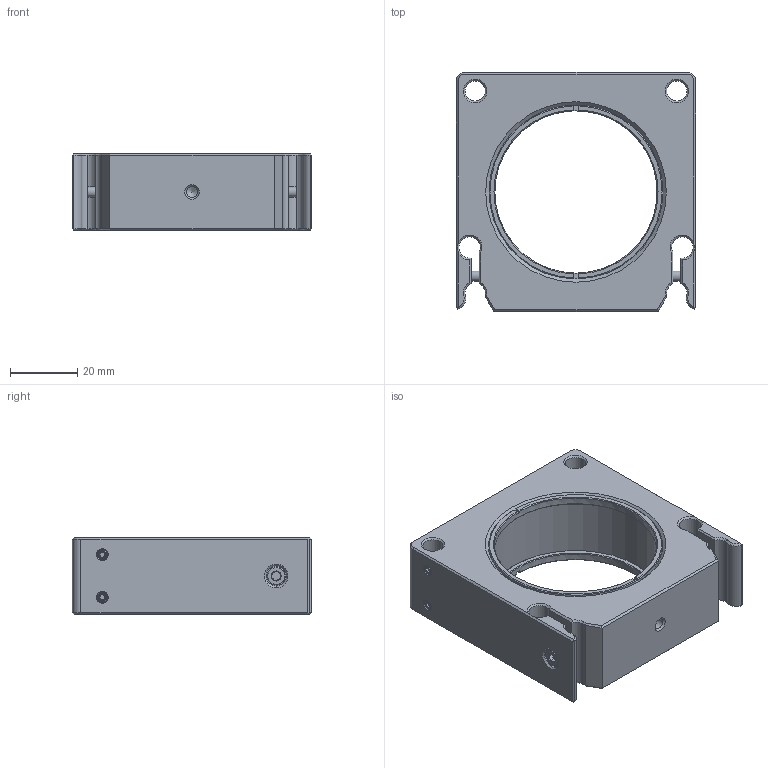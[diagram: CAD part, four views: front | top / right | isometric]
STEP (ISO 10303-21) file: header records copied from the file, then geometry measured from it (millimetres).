
FILE_DESCRIPTION (( 'STEP AP203' ), '1' );
FILE_NAME ('530128.STEP', '2025-04-27T08:18:17', ( 'Windows User' ), ( 'P R C' ), 'SwSTEP 2.0', 'SolidWorks 2020', '' );
FILE_SCHEMA (( 'CONFIG_CONTROL_DESIGN' ));
Length unit declared in the file: millimetre
Products named in the file (1): 530128
Bounding box: 71.12 x 71.12 x 22.86 mm (x, y, z)
Volume: 62168.3 mm3; surface area: 21432.1 mm2
Topology: 10 solids, 10 shells, 283 faces, 636 edges, 378 vertices
Faces by surface type: plane 139, cone 104, cylinder 40
Full cylindrical faces by diameter (mm): 2.5 x6, 3 x7, 3.3 x2, 3.4 x2, 5.5 x2, 5.99 x2, 6 x2, 48.3 x2, 51.689 x3
Entity records: 7593 total; most frequent: CARTESIAN_POINT 1790, DIRECTION 1196, ORIENTED_EDGE 1060, EDGE_CURVE 530, AXIS2_PLACEMENT_3D 476, EDGE_LOOP 380, VERTEX_POINT 342, FACE_OUTER_BOUND 311
